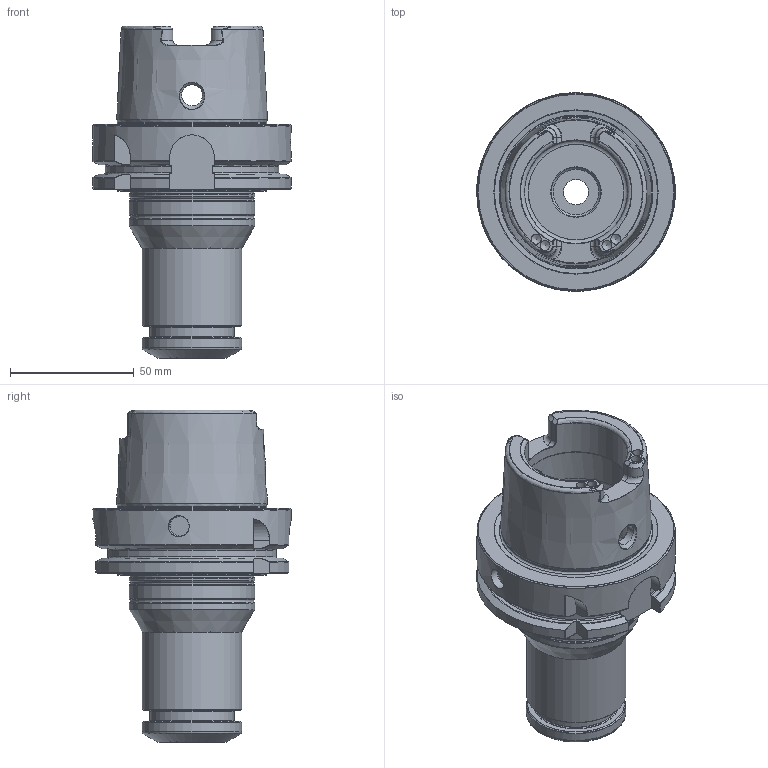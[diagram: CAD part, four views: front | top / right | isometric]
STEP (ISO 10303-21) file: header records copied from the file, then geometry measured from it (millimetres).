
FILE_DESCRIPTION(/* description */ (''),/* implementation_level */ '2;1');
FILE_NAME(/* name */ '458072550.stp',/* time_stamp */ '2021-01-08T12:25:23',/* author */ ('LRA'),/* organization */ ('REGO-FIX'),/* preprocessor_version */ ' Unknown',/* originating_system */ 'SIEMENS PLM Software Solid Edge ST10',/* authorization */ 'Unknown');
FILE_SCHEMA (('AUTOMOTIVE_DESIGN { 1 0 10303 214 2 1 1}'));
Length unit declared in the file: millimetre
Products named in the file (1): NOCUT
Bounding box: 80.3 x 80.3 x 134.2 mm (x, y, z)
Volume: 412854.2 mm3; surface area: 95805.6 mm2
Topology: 2 solids, 2 shells, 316 faces, 823 edges, 519 vertices
Faces by surface type: plane 98, cone 82, cylinder 82, torus 54
Full cylindrical faces by diameter (mm): 4 x8, 8.5 x6, 10 x2, 10.2 x2, 18.376 x2, 21 x2, 25 x2, 34 x2, 40 x2, 40.3 x2, 41.7 x2, 42 x2, 50 x2, 50.5 x3, 50.8 x3, 59.98 x1, 60.42 x1, 80 x1, 80.3 x1
Entity records: 11334 total; most frequent: CARTESIAN_POINT 2379, DIRECTION 1368, ORIENTED_EDGE 1268, EDGE_CURVE 634, AXIS2_PLACEMENT_3D 596, FACE_BOUND 474, VERTEX_POINT 472, EDGE_LOOP 466
